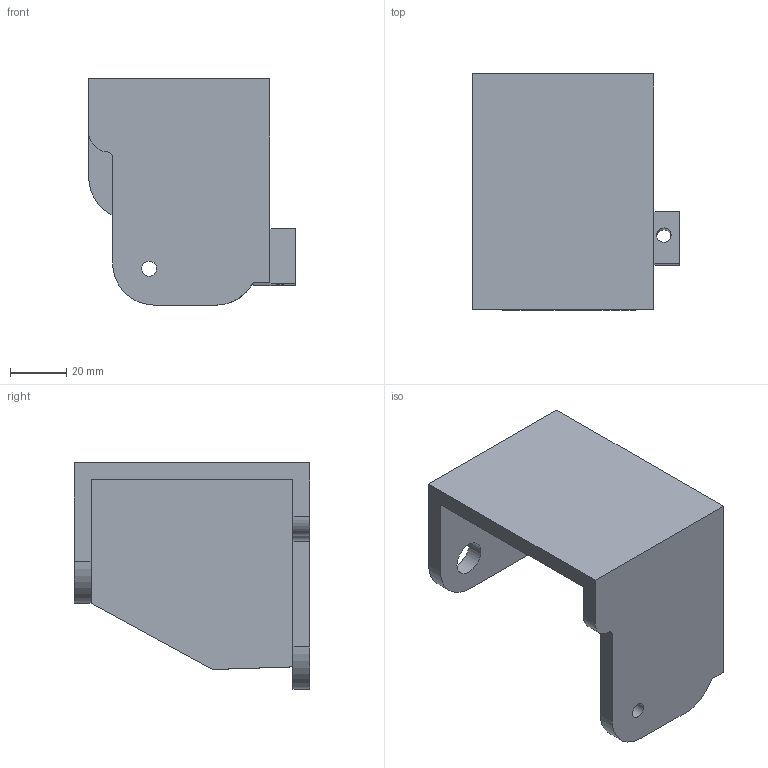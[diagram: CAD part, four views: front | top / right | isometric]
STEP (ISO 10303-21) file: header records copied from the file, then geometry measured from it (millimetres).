
FILE_DESCRIPTION(/* description */ (''),/* implementation_level */ '2;1');
FILE_NAME(/* name */ 'DC23[L][FD1].stp',/* time_stamp */ '2023-07-19T16:25:41-05:00',/* author */ ('juanj'),/* organization */ (''),/* preprocessor_version */ 'ST-DEVELOPER v19.2',/* originating_system */ 'Autodesk Inventor 2024',/* authorisation */ '');
FILE_SCHEMA (('AUTOMOTIVE_DESIGN { 1 0 10303 214 3 1 1 }'));
Length unit declared in the file: millimetre
Products named in the file (1): DC23[L][FD1]
Bounding box: 73.5 x 83.85 x 80.5 mm (x, y, z)
Volume: 101471.6 mm3; surface area: 36982.8 mm2
Topology: 1 solids, 1 shells, 28 faces, 75 edges, 50 vertices
Faces by surface type: plane 18, cylinder 9, bspline 1
Full cylindrical faces by diameter (mm): 5.1 x1, 5.4 x1, 8.5 x1, 12 x2
Entity records: 1068 total; most frequent: CARTESIAN_POINT 284, ORIENTED_EDGE 150, DIRECTION 146, EDGE_CURVE 75, LINE 54, VECTOR 54, VERTEX_POINT 49, AXIS2_PLACEMENT_3D 46
